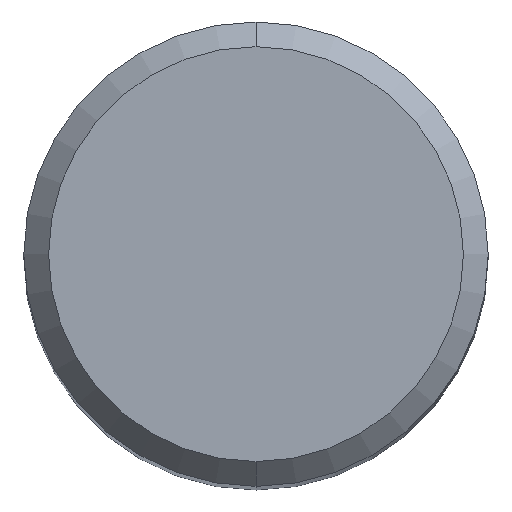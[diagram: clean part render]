
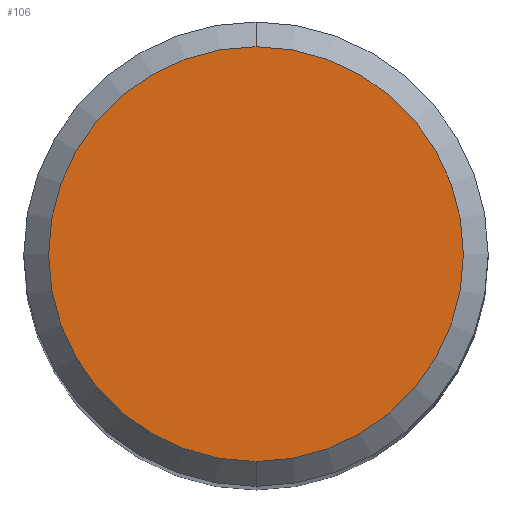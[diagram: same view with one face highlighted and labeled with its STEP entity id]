
A CAD part, top view. The second image highlights one B-rep face of the part: STEP entity #106.
In plain terms, the highlighted planar face has unit normal (0, 0, 1).
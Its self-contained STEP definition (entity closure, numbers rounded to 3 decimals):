
#106=ADVANCED_FACE('',(#254),#255,.T.);
#134=VERTEX_POINT('',#289);
#136=EDGE_CURVE('',#146,#134,#291,.T.);
#146=VERTEX_POINT('',#303);
#194=EDGE_CURVE('',#134,#146,#354,.T.);
#254=FACE_OUTER_BOUND('',#409,.T.);
#255=PLANE('',#410);
#289=CARTESIAN_POINT('',(0.0,6.7,0.0));
#291=CIRCLE('',#455,6.7);
#303=CARTESIAN_POINT('',(0.,-6.7,0.0));
#354=CIRCLE('',#536,6.7);
#409=EDGE_LOOP('',(#602,#603));
#410=AXIS2_PLACEMENT_3D('',#604,#605,#606);
#455=AXIS2_PLACEMENT_3D('',#662,#663,#664);
#536=AXIS2_PLACEMENT_3D('',#726,#727,#728);
#602=ORIENTED_EDGE('',*,*,#194,.F.);
#603=ORIENTED_EDGE('',*,*,#136,.F.);
#604=CARTESIAN_POINT('',(0.0,3.35,0.0));
#605=DIRECTION('',(-0.0,0.0,1.0));
#606=DIRECTION('',(0.0,-1.0,0.0));
#662=CARTESIAN_POINT('',(0.0,0.0,0.0));
#663=DIRECTION('',(0.0,0.0,-1.0));
#664=DIRECTION('',(0.0,1.0,0.0));
#726=CARTESIAN_POINT('',(0.0,0.0,0.0));
#727=DIRECTION('',(0.0,0.0,-1.0));
#728=DIRECTION('',(0.0,1.0,0.0));
